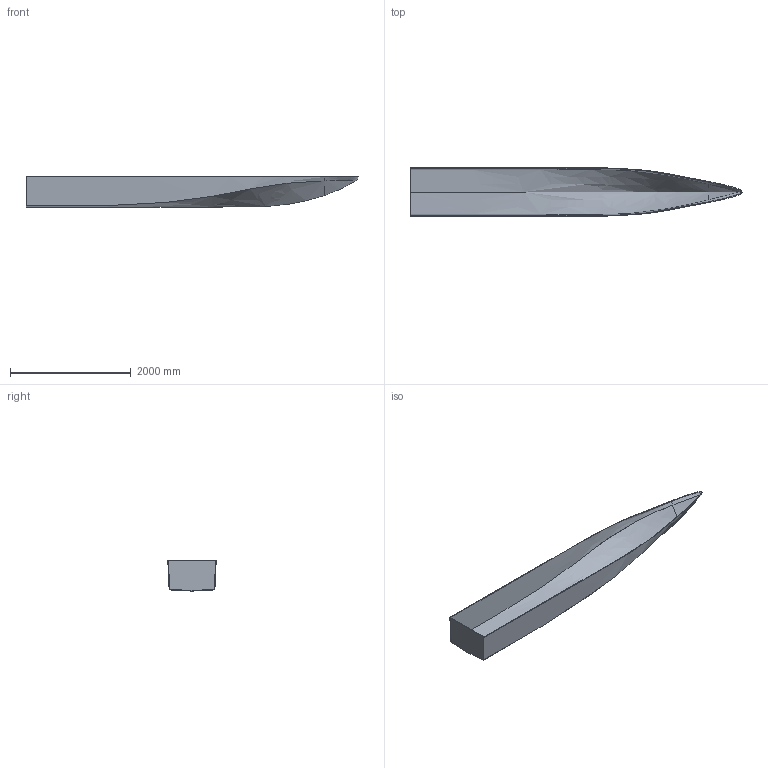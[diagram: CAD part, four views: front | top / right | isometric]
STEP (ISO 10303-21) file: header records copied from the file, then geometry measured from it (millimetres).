
FILE_DESCRIPTION(/* description */ (''),/* implementation_level */ '2;1');
FILE_NAME(/* name */ 'Rumpf_MGr.stp',/* time_stamp */ '2014-03-02T13:45:01+01:00',/* author */ ('Walter'),/* organization */ (''),/* preprocessor_version */ 'ST-DEVELOPER v15.2',/* originating_system */ 'Autodesk Inventor 2014',/* authorisation */ '');
FILE_SCHEMA (('CONFIG_CONTROL_DESIGN'));
Length unit declared in the file: millimetre
Products named in the file (1): Rumpf_MGr
Bounding box: 5500 x 800 x 500 mm (x, y, z)
Volume: 80064091.6 mm3; surface area: 15925497.4 mm2
Topology: 1 solids, 1 shells, 19 faces, 57 edges, 39 vertices
Faces by surface type: bspline 16, plane 3
Entity records: 6935 total; most frequent: CARTESIAN_POINT 6534, ORIENTED_EDGE 110, EDGE_CURVE 55, B_SPLINE_CURVE_WITH_KNOTS 53, VERTEX_POINT 39, EDGE_LOOP 20, ADVANCED_FACE 19, FACE_OUTER_BOUND 18
